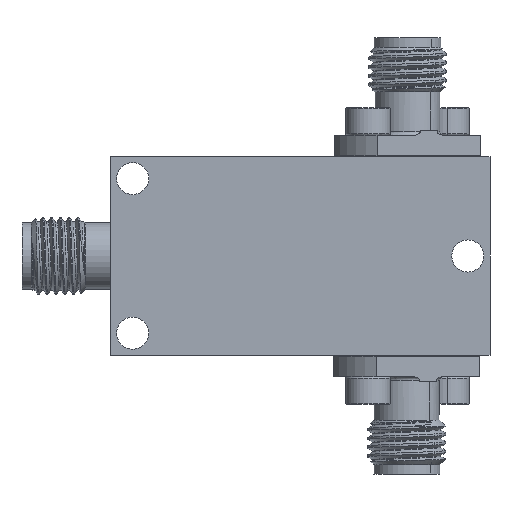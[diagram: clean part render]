
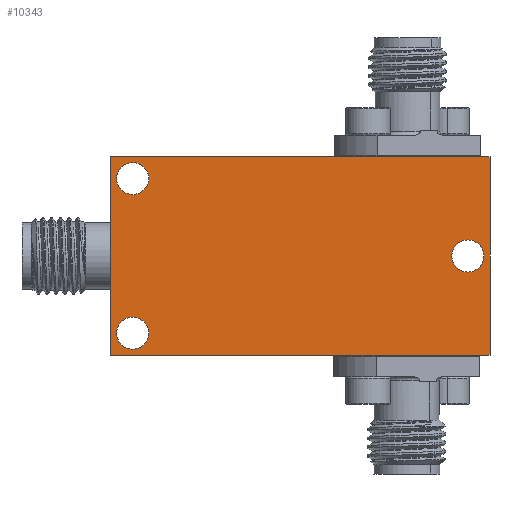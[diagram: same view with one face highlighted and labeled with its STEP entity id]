
A CAD part, front view. The second image highlights one B-rep face of the part: STEP entity #10343.
In plain terms, the highlighted planar face has unit normal (0, -1, 0).
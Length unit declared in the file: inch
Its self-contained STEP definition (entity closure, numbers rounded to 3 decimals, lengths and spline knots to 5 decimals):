
#239 = CARTESIAN_POINT ( 'NONE',  ( -0.87, -0.515, -0.19325 ) ) ;
#340 = DIRECTION ( 'NONE',  ( 0., 0., 1. ) ) ;
#487 = DIRECTION ( 'NONE',  ( 0., 1., 0. ) ) ;
#752 = DIRECTION ( 'NONE',  ( 1., 0., 0. ) ) ;
#810 = VERTEX_POINT ( 'NONE', #5537 ) ;
#855 = DIRECTION ( 'NONE',  ( 0., 0., -1. ) ) ;
#1005 = FACE_OUTER_BOUND ( 'NONE', #2160, .T. ) ;
#1168 = EDGE_CURVE ( 'NONE', #5832, #3519, #9490, .T. ) ;
#1299 = CARTESIAN_POINT ( 'NONE',  ( -0.94, -0.515, -0.3145 ) ) ;
#1353 = EDGE_LOOP ( 'NONE', ( #8128, #2447 ) ) ;
#1451 = VERTEX_POINT ( 'NONE', #10130 ) ;
#1558 = DIRECTION ( 'NONE',  ( 0., 0., 1. ) ) ;
#1811 = CARTESIAN_POINT ( 'NONE',  ( -0.94, -0.515, -0.3145 ) ) ;
#2011 = LINE ( 'NONE', #1299, #9783 ) ;
#2160 = EDGE_LOOP ( 'NONE', ( #6239, #4466, #3688, #6495 ) ) ;
#2217 = DIRECTION ( 'NONE',  ( 0., 0., 1. ) ) ;
#2324 = CARTESIAN_POINT ( 'NONE',  ( -0.87, -0.515, -0.244 ) ) ;
#2326 = CARTESIAN_POINT ( 'NONE',  ( -0.87, -0.515, -0.29475 ) ) ;
#2334 = EDGE_CURVE ( 'NONE', #9880, #9270, #5732, .T. ) ;
#2447 = ORIENTED_EDGE ( 'NONE', *, *, #2334, .T. ) ;
#2527 = DIRECTION ( 'NONE',  ( 0., 0., 1. ) ) ;
#2529 = FACE_BOUND ( 'NONE', #1353, .T. ) ;
#2570 = AXIS2_PLACEMENT_3D ( 'NONE', #1811, #5806, #855 ) ;
#2757 = CARTESIAN_POINT ( 'NONE',  ( -0.87, -0.515, 0.19425 ) ) ;
#3017 = CARTESIAN_POINT ( 'NONE',  ( -0.94, -0.515, -0.3145 ) ) ;
#3172 = CARTESIAN_POINT ( 'NONE',  ( 0.19, -0.515, 0. ) ) ;
#3227 = DIRECTION ( 'NONE',  ( 0., 1., 0. ) ) ;
#3310 = DIRECTION ( 'NONE',  ( 0., 1., 0. ) ) ;
#3519 = VERTEX_POINT ( 'NONE', #239 ) ;
#3552 = VECTOR ( 'NONE', #3912, 39.37008 ) ;
#3688 = ORIENTED_EDGE ( 'NONE', *, *, #5299, .T. ) ;
#3777 = CARTESIAN_POINT ( 'NONE',  ( -0.94, -0.515, 0.3145 ) ) ;
#3912 = DIRECTION ( 'NONE',  ( -1., 0., 0. ) ) ;
#3921 = DIRECTION ( 'NONE',  ( 0., 1., 0. ) ) ;
#4051 = EDGE_CURVE ( 'NONE', #5067, #7884, #7922, .T. ) ;
#4059 = DIRECTION ( 'NONE',  ( 0., 1., 0. ) ) ;
#4165 = EDGE_CURVE ( 'NONE', #9270, #9880, #7461, .T. ) ;
#4200 = DIRECTION ( 'NONE',  ( 0., 0., 1. ) ) ;
#4365 = ORIENTED_EDGE ( 'NONE', *, *, #1168, .T. ) ;
#4403 = CARTESIAN_POINT ( 'NONE',  ( 0.26, -0.515, -0.3145 ) ) ;
#4442 = CIRCLE ( 'NONE', #10108, 0.05075 ) ;
#4466 = ORIENTED_EDGE ( 'NONE', *, *, #4051, .T. ) ;
#4762 = DIRECTION ( 'NONE',  ( 0., 0., 1. ) ) ;
#4909 = PLANE ( 'NONE',  #2570 ) ;
#4961 = FACE_BOUND ( 'NONE', #9527, .T. ) ;
#5067 = VERTEX_POINT ( 'NONE', #7164 ) ;
#5104 = AXIS2_PLACEMENT_3D ( 'NONE', #5498, #3921, #4762 ) ;
#5165 = CIRCLE ( 'NONE', #6538, 0.05075 ) ;
#5299 = EDGE_CURVE ( 'NONE', #7884, #7576, #2011, .T. ) ;
#5498 = CARTESIAN_POINT ( 'NONE',  ( -0.87, -0.515, -0.244 ) ) ;
#5537 = CARTESIAN_POINT ( 'NONE',  ( 0.19, -0.515, -0.05075 ) ) ;
#5732 = CIRCLE ( 'NONE', #9518, 0.05075 ) ;
#5806 = DIRECTION ( 'NONE',  ( 0., -1., 0. ) ) ;
#5830 = EDGE_CURVE ( 'NONE', #3519, #5832, #7160, .T. ) ;
#5832 = VERTEX_POINT ( 'NONE', #2326 ) ;
#5846 = VERTEX_POINT ( 'NONE', #10408 ) ;
#5872 = EDGE_LOOP ( 'NONE', ( #9230, #9180 ) ) ;
#6239 = ORIENTED_EDGE ( 'NONE', *, *, #8397, .T. ) ;
#6259 = AXIS2_PLACEMENT_3D ( 'NONE', #9947, #4059, #2527 ) ;
#6495 = ORIENTED_EDGE ( 'NONE', *, *, #10125, .T. ) ;
#6538 = AXIS2_PLACEMENT_3D ( 'NONE', #9758, #7287, #8747 ) ;
#6644 = VECTOR ( 'NONE', #752, 39.37008 ) ;
#6890 = EDGE_CURVE ( 'NONE', #810, #1451, #4442, .T. ) ;
#7160 = CIRCLE ( 'NONE', #5104, 0.05075 ) ;
#7164 = CARTESIAN_POINT ( 'NONE',  ( 0.26, -0.515, 0.3145 ) ) ;
#7269 = CARTESIAN_POINT ( 'NONE',  ( -0.87, -0.515, 0.245 ) ) ;
#7287 = DIRECTION ( 'NONE',  ( 0., 1., 0. ) ) ;
#7349 = CARTESIAN_POINT ( 'NONE',  ( -0.87, -0.515, 0.29575 ) ) ;
#7461 = CIRCLE ( 'NONE', #6259, 0.05075 ) ;
#7576 = VERTEX_POINT ( 'NONE', #8031 ) ;
#7742 = VECTOR ( 'NONE', #340, 39.37008 ) ;
#7773 = AXIS2_PLACEMENT_3D ( 'NONE', #2324, #487, #1558 ) ;
#7822 = LINE ( 'NONE', #4403, #7742 ) ;
#7884 = VERTEX_POINT ( 'NONE', #3777 ) ;
#7922 = LINE ( 'NONE', #8892, #3552 ) ;
#8031 = CARTESIAN_POINT ( 'NONE',  ( -0.94, -0.515, -0.3145 ) ) ;
#8128 = ORIENTED_EDGE ( 'NONE', *, *, #4165, .T. ) ;
#8287 = FACE_BOUND ( 'NONE', #5872, .T. ) ;
#8397 = EDGE_CURVE ( 'NONE', #5846, #5067, #7822, .T. ) ;
#8747 = DIRECTION ( 'NONE',  ( 0., 0., 1. ) ) ;
#8748 = ORIENTED_EDGE ( 'NONE', *, *, #5830, .T. ) ;
#8892 = CARTESIAN_POINT ( 'NONE',  ( -0.94, -0.515, 0.3145 ) ) ;
#9180 = ORIENTED_EDGE ( 'NONE', *, *, #6890, .T. ) ;
#9230 = ORIENTED_EDGE ( 'NONE', *, *, #9597, .T. ) ;
#9270 = VERTEX_POINT ( 'NONE', #7349 ) ;
#9490 = CIRCLE ( 'NONE', #7773, 0.05075 ) ;
#9518 = AXIS2_PLACEMENT_3D ( 'NONE', #7269, #3310, #4200 ) ;
#9527 = EDGE_LOOP ( 'NONE', ( #8748, #4365 ) ) ;
#9597 = EDGE_CURVE ( 'NONE', #1451, #810, #5165, .T. ) ;
#9758 = CARTESIAN_POINT ( 'NONE',  ( 0.19, -0.515, 0. ) ) ;
#9783 = VECTOR ( 'NONE', #10102, 39.37008 ) ;
#9880 = VERTEX_POINT ( 'NONE', #2757 ) ;
#9947 = CARTESIAN_POINT ( 'NONE',  ( -0.87, -0.515, 0.245 ) ) ;
#10102 = DIRECTION ( 'NONE',  ( 0., 0., -1. ) ) ;
#10108 = AXIS2_PLACEMENT_3D ( 'NONE', #3172, #3227, #2217 ) ;
#10125 = EDGE_CURVE ( 'NONE', #7576, #5846, #10296, .T. ) ;
#10130 = CARTESIAN_POINT ( 'NONE',  ( 0.19, -0.515, 0.05075 ) ) ;
#10296 = LINE ( 'NONE', #3017, #6644 ) ;
#10343 = ADVANCED_FACE ( 'NONE', ( #1005, #4961, #2529, #8287 ), #4909, .T. ) ;
#10408 = CARTESIAN_POINT ( 'NONE',  ( 0.26, -0.515, -0.3145 ) ) ;
